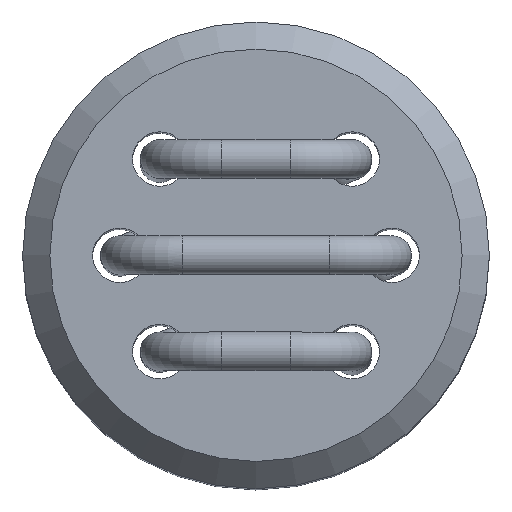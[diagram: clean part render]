
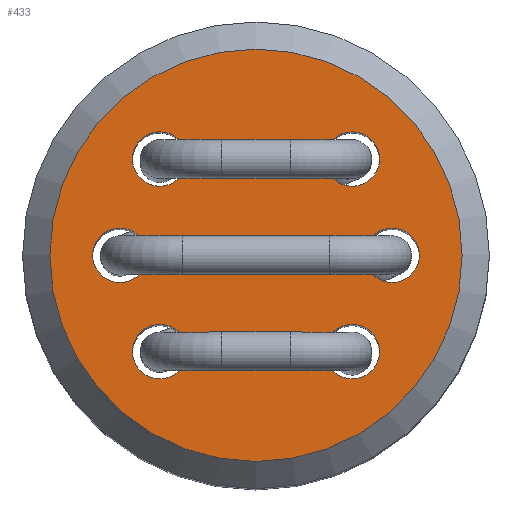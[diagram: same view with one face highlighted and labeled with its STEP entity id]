
A CAD part, top view. The second image highlights one B-rep face of the part: STEP entity #433.
In plain terms, the highlighted face is planar.
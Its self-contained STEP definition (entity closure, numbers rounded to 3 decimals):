
#29=PLANE('',#530);
#117=ORIENTED_EDGE('',*,*,#161,.F.);
#118=ORIENTED_EDGE('',*,*,#159,.F.);
#119=ORIENTED_EDGE('',*,*,#155,.F.);
#120=ORIENTED_EDGE('',*,*,#156,.F.);
#121=ORIENTED_EDGE('',*,*,#157,.F.);
#122=ORIENTED_EDGE('',*,*,#158,.F.);
#123=ORIENTED_EDGE('',*,*,#160,.T.);
#155=EDGE_CURVE('',#193,#193,#231,.T.);
#156=EDGE_CURVE('',#194,#194,#232,.T.);
#157=EDGE_CURVE('',#195,#195,#233,.T.);
#158=EDGE_CURVE('',#196,#196,#234,.T.);
#159=EDGE_CURVE('',#197,#197,#235,.T.);
#160=EDGE_CURVE('',#198,#198,#236,.T.);
#161=EDGE_CURVE('',#199,#199,#237,.T.);
#193=VERTEX_POINT('',#770);
#194=VERTEX_POINT('',#773);
#195=VERTEX_POINT('',#776);
#196=VERTEX_POINT('',#779);
#197=VERTEX_POINT('',#782);
#198=VERTEX_POINT('',#785);
#199=VERTEX_POINT('',#788);
#231=CIRCLE('',#516,0.35);
#232=CIRCLE('',#518,0.35);
#233=CIRCLE('',#520,0.35);
#234=CIRCLE('',#522,0.35);
#235=CIRCLE('',#524,0.35);
#236=CIRCLE('',#526,2.65);
#237=CIRCLE('',#528,0.35);
#307=EDGE_LOOP('',(#117));
#308=EDGE_LOOP('',(#118));
#309=EDGE_LOOP('',(#119));
#310=EDGE_LOOP('',(#120));
#311=EDGE_LOOP('',(#121));
#312=EDGE_LOOP('',(#122));
#313=EDGE_LOOP('',(#123));
#383=FACE_BOUND('',#307,.T.);
#384=FACE_BOUND('',#308,.T.);
#385=FACE_BOUND('',#309,.T.);
#386=FACE_BOUND('',#310,.T.);
#387=FACE_BOUND('',#311,.T.);
#388=FACE_BOUND('',#312,.T.);
#389=FACE_BOUND('',#313,.T.);
#433=ADVANCED_FACE('',(#383,#384,#385,#386,#387,#388,#389),#29,.T.);
#516=AXIS2_PLACEMENT_3D('',#769,#648,#649);
#518=AXIS2_PLACEMENT_3D('',#772,#652,#653);
#520=AXIS2_PLACEMENT_3D('',#775,#656,#657);
#522=AXIS2_PLACEMENT_3D('',#778,#660,#661);
#524=AXIS2_PLACEMENT_3D('',#781,#664,#665);
#526=AXIS2_PLACEMENT_3D('',#784,#668,#669);
#528=AXIS2_PLACEMENT_3D('',#787,#672,#673);
#530=AXIS2_PLACEMENT_3D('',#790,#676,#677);
#648=DIRECTION('',(-1.,0.,0.));
#649=DIRECTION('',(0.,-1.,0.));
#652=DIRECTION('',(-1.,0.,0.));
#653=DIRECTION('',(0.,-1.,0.));
#656=DIRECTION('',(-1.,0.,0.));
#657=DIRECTION('',(0.,-1.,0.));
#660=DIRECTION('',(-1.,0.,0.));
#661=DIRECTION('',(0.,-1.,0.));
#664=DIRECTION('',(-1.,0.,0.));
#665=DIRECTION('',(0.,-1.,0.));
#668=DIRECTION('',(-1.,0.,0.));
#669=DIRECTION('',(0.,-1.,0.));
#672=DIRECTION('',(-1.,0.,0.));
#673=DIRECTION('',(0.,-1.,0.));
#676=DIRECTION('',(-1.,0.,0.));
#677=DIRECTION('',(0.,-1.,0.));
#769=CARTESIAN_POINT('',(-5.,0.,1.75));
#770=CARTESIAN_POINT('',(-5.,-0.35,1.75));
#772=CARTESIAN_POINT('',(-5.,0.,-1.75));
#773=CARTESIAN_POINT('',(-5.,-0.35,-1.75));
#775=CARTESIAN_POINT('',(-5.,1.237,1.237));
#776=CARTESIAN_POINT('',(-5.,0.887,1.237));
#778=CARTESIAN_POINT('',(-5.,1.237,-1.237));
#779=CARTESIAN_POINT('',(-5.,0.887,-1.237));
#781=CARTESIAN_POINT('',(-5.,-1.237,-1.237));
#782=CARTESIAN_POINT('',(-5.,-1.587,-1.237));
#784=CARTESIAN_POINT('',(-5.,0.,0.));
#785=CARTESIAN_POINT('',(-5.,-2.65,0.));
#787=CARTESIAN_POINT('',(-5.,-1.237,1.237));
#788=CARTESIAN_POINT('',(-5.,-1.587,1.237));
#790=CARTESIAN_POINT('',(-5.,0.,0.));
